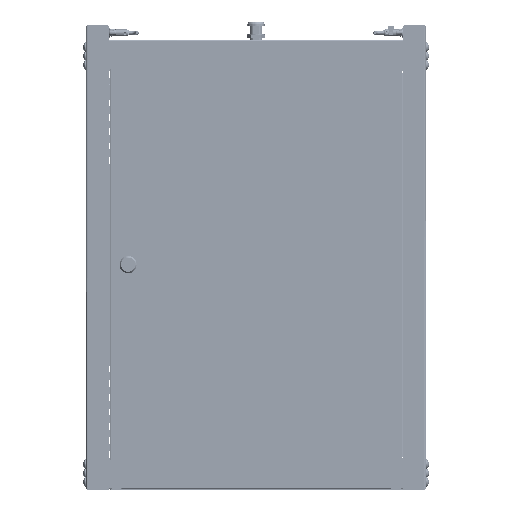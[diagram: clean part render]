
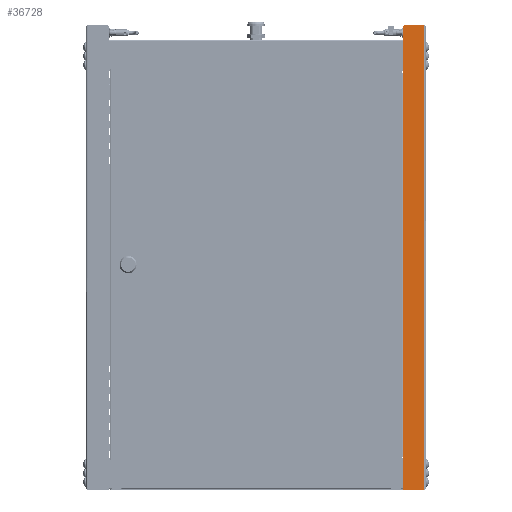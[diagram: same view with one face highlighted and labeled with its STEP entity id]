
A CAD part, left-side view. The second image highlights one B-rep face of the part: STEP entity #36728.
In plain terms, the highlighted planar face has unit normal (-1, 0, 0).
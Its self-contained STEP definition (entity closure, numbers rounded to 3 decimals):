
#344 = VECTOR ( 'NONE', #2870, 1000. ) ;
#2870 = DIRECTION ( 'NONE',  ( 0., 1., 0. ) ) ;
#16422 = ORIENTED_EDGE ( 'NONE', *, *, #68181, .T. ) ;
#28181 = CARTESIAN_POINT ( 'NONE',  ( -300., 32., 0. ) ) ;
#35006 = FACE_OUTER_BOUND ( 'NONE', #90706, .T. ) ;
#36728 = ADVANCED_FACE ( 'NONE', ( #35006 ), #185280, .F. ) ;
#37793 = DIRECTION ( 'NONE',  ( 1., 0., 0. ) ) ;
#41465 = VERTEX_POINT ( 'NONE', #265190 ) ;
#43757 = ORIENTED_EDGE ( 'NONE', *, *, #119414, .T. ) ;
#45037 = CARTESIAN_POINT ( 'NONE',  ( -300., 2., 325. ) ) ;
#54892 = CARTESIAN_POINT ( 'NONE',  ( -300., 0., 0. ) ) ;
#59751 = DIRECTION ( 'NONE',  ( 0., 0.707, -0.707 ) ) ;
#68181 = EDGE_CURVE ( 'NONE', #266496, #81894, #238220, .T. ) ;
#81894 = VERTEX_POINT ( 'NONE', #99699 ) ;
#86589 = LINE ( 'NONE', #106459, #344 ) ;
#90706 = EDGE_LOOP ( 'NONE', ( #157189, #16422, #43757, #205942, #243944 ) ) ;
#93427 = AXIS2_PLACEMENT_3D ( 'NONE', #54892, #37793, #118725 ) ;
#95374 = VERTEX_POINT ( 'NONE', #45037 ) ;
#98543 = EDGE_CURVE ( 'NONE', #198909, #41465, #135659, .T. ) ;
#99699 = CARTESIAN_POINT ( 'NONE',  ( -300., 32., 323. ) ) ;
#102275 = CARTESIAN_POINT ( 'NONE',  ( -300., 32., 323. ) ) ;
#106459 = CARTESIAN_POINT ( 'NONE',  ( -300., 2., 325. ) ) ;
#118725 = DIRECTION ( 'NONE',  ( 0., 1., 0. ) ) ;
#119414 = EDGE_CURVE ( 'NONE', #81894, #41465, #174233, .T. ) ;
#120195 = LINE ( 'NONE', #186759, #263574 ) ;
#135659 = LINE ( 'NONE', #244730, #227787 ) ;
#157189 = ORIENTED_EDGE ( 'NONE', *, *, #262256, .T. ) ;
#164100 = DIRECTION ( 'NONE',  ( 0., 0., -1. ) ) ;
#164222 = EDGE_CURVE ( 'NONE', #95374, #198909, #120195, .T. ) ;
#167866 = VECTOR ( 'NONE', #260672, 1000. ) ;
#174233 = LINE ( 'NONE', #28181, #167866 ) ;
#185280 = PLANE ( 'NONE',  #93427 ) ;
#186759 = CARTESIAN_POINT ( 'NONE',  ( -300., 2., -325. ) ) ;
#198909 = VERTEX_POINT ( 'NONE', #233666 ) ;
#205942 = ORIENTED_EDGE ( 'NONE', *, *, #98543, .F. ) ;
#227787 = VECTOR ( 'NONE', #248917, 1000. ) ;
#233666 = CARTESIAN_POINT ( 'NONE',  ( -300., 2., -325. ) ) ;
#238220 = LINE ( 'NONE', #102275, #269406 ) ;
#243944 = ORIENTED_EDGE ( 'NONE', *, *, #164222, .F. ) ;
#244730 = CARTESIAN_POINT ( 'NONE',  ( -300., 2., -325. ) ) ;
#248917 = DIRECTION ( 'NONE',  ( 0., 1., 0. ) ) ;
#260672 = DIRECTION ( 'NONE',  ( 0., 0., -1. ) ) ;
#262256 = EDGE_CURVE ( 'NONE', #95374, #266496, #86589, .T. ) ;
#263574 = VECTOR ( 'NONE', #164100, 1000. ) ;
#265190 = CARTESIAN_POINT ( 'NONE',  ( -300., 32., -325. ) ) ;
#266496 = VERTEX_POINT ( 'NONE', #271926 ) ;
#269406 = VECTOR ( 'NONE', #59751, 1000. ) ;
#271926 = CARTESIAN_POINT ( 'NONE',  ( -300., 30., 325. ) ) ;
